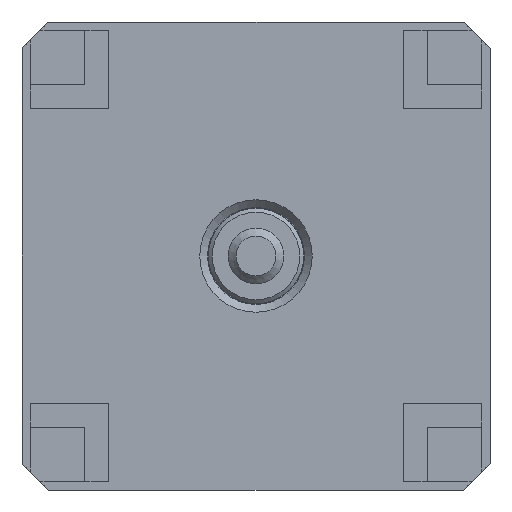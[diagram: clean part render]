
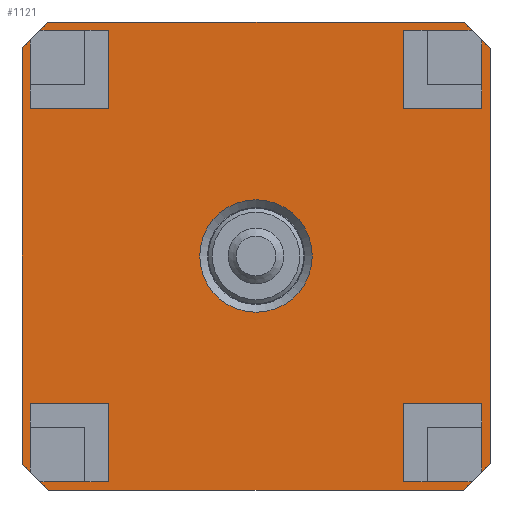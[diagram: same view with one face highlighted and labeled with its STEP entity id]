
A CAD part, front view. The second image highlights one B-rep face of the part: STEP entity #1121.
In plain terms, the highlighted planar face has unit normal (0, -1, 0).
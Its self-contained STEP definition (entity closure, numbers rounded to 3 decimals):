
#81=PLANE('',#1255);
#99=CIRCLE('',#1186,4.);
#101=CIRCLE('',#1188,4.);
#103=CIRCLE('',#1191,4.);
#105=CIRCLE('',#1193,4.);
#107=CIRCLE('',#1196,4.);
#109=CIRCLE('',#1198,4.);
#112=CIRCLE('',#1206,4.);
#114=CIRCLE('',#1208,4.);
#122=CIRCLE('',#1243,0.72);
#329=ORIENTED_EDGE('',*,*,#548,.T.);
#330=ORIENTED_EDGE('',*,*,#443,.F.);
#331=ORIENTED_EDGE('',*,*,#544,.F.);
#332=ORIENTED_EDGE('',*,*,#567,.F.);
#333=ORIENTED_EDGE('',*,*,#509,.T.);
#334=ORIENTED_EDGE('',*,*,#568,.T.);
#335=ORIENTED_EDGE('',*,*,#439,.F.);
#336=ORIENTED_EDGE('',*,*,#489,.F.);
#337=ORIENTED_EDGE('',*,*,#480,.F.);
#338=ORIENTED_EDGE('',*,*,#569,.T.);
#339=ORIENTED_EDGE('',*,*,#514,.F.);
#340=ORIENTED_EDGE('',*,*,#570,.F.);
#341=ORIENTED_EDGE('',*,*,#537,.T.);
#342=ORIENTED_EDGE('',*,*,#484,.F.);
#343=ORIENTED_EDGE('',*,*,#551,.T.);
#344=ORIENTED_EDGE('',*,*,#451,.F.);
#345=ORIENTED_EDGE('',*,*,#540,.T.);
#346=ORIENTED_EDGE('',*,*,#571,.T.);
#347=ORIENTED_EDGE('',*,*,#518,.F.);
#348=ORIENTED_EDGE('',*,*,#572,.F.);
#349=ORIENTED_EDGE('',*,*,#447,.F.);
#350=ORIENTED_EDGE('',*,*,#486,.T.);
#351=ORIENTED_EDGE('',*,*,#455,.F.);
#352=ORIENTED_EDGE('',*,*,#573,.F.);
#353=ORIENTED_EDGE('',*,*,#512,.T.);
#354=ORIENTED_EDGE('',*,*,#574,.T.);
#355=ORIENTED_EDGE('',*,*,#545,.F.);
#356=ORIENTED_EDGE('',*,*,#459,.F.);
#357=ORIENTED_EDGE('',*,*,#561,.F.);
#439=EDGE_CURVE('',#587,#589,#99,.F.);
#443=EDGE_CURVE('',#592,#593,#101,.F.);
#447=EDGE_CURVE('',#595,#597,#103,.F.);
#451=EDGE_CURVE('',#600,#601,#105,.F.);
#455=EDGE_CURVE('',#604,#605,#107,.F.);
#459=EDGE_CURVE('',#608,#609,#109,.F.);
#480=EDGE_CURVE('',#625,#626,#112,.F.);
#484=EDGE_CURVE('',#629,#630,#114,.F.);
#486=EDGE_CURVE('',#595,#605,#724,.T.);
#489=EDGE_CURVE('',#626,#587,#725,.T.);
#509=EDGE_CURVE('',#646,#645,#743,.T.);
#512=EDGE_CURVE('',#648,#647,#746,.T.);
#514=EDGE_CURVE('',#649,#650,#748,.T.);
#518=EDGE_CURVE('',#653,#654,#752,.T.);
#537=EDGE_CURVE('',#665,#630,#771,.T.);
#540=EDGE_CURVE('',#600,#666,#774,.T.);
#544=EDGE_CURVE('',#667,#592,#778,.T.);
#545=EDGE_CURVE('',#609,#668,#779,.T.);
#548=EDGE_CURVE('',#608,#593,#782,.T.);
#551=EDGE_CURVE('',#629,#601,#783,.T.);
#561=EDGE_CURVE('',#675,#675,#122,.T.);
#567=EDGE_CURVE('',#646,#667,#784,.T.);
#568=EDGE_CURVE('',#645,#589,#785,.T.);
#569=EDGE_CURVE('',#625,#650,#786,.T.);
#570=EDGE_CURVE('',#665,#649,#787,.T.);
#571=EDGE_CURVE('',#666,#654,#788,.T.);
#572=EDGE_CURVE('',#597,#653,#789,.T.);
#573=EDGE_CURVE('',#648,#604,#790,.T.);
#574=EDGE_CURVE('',#647,#668,#791,.T.);
#587=VERTEX_POINT('',#1623);
#589=VERTEX_POINT('',#1626);
#592=VERTEX_POINT('',#1632);
#593=VERTEX_POINT('',#1634);
#595=VERTEX_POINT('',#1640);
#597=VERTEX_POINT('',#1643);
#600=VERTEX_POINT('',#1649);
#601=VERTEX_POINT('',#1651);
#604=VERTEX_POINT('',#1658);
#605=VERTEX_POINT('',#1660);
#608=VERTEX_POINT('',#1666);
#609=VERTEX_POINT('',#1668);
#625=VERTEX_POINT('',#1709);
#626=VERTEX_POINT('',#1711);
#629=VERTEX_POINT('',#1717);
#630=VERTEX_POINT('',#1719);
#645=VERTEX_POINT('',#1777);
#646=VERTEX_POINT('',#1779);
#647=VERTEX_POINT('',#1783);
#648=VERTEX_POINT('',#1785);
#649=VERTEX_POINT('',#1789);
#650=VERTEX_POINT('',#1790);
#653=VERTEX_POINT('',#1798);
#654=VERTEX_POINT('',#1799);
#665=VERTEX_POINT('',#1834);
#666=VERTEX_POINT('',#1838);
#667=VERTEX_POINT('',#1844);
#668=VERTEX_POINT('',#1848);
#675=VERTEX_POINT('',#1892);
#724=LINE('',#1722,#824);
#725=LINE('',#1733,#825);
#743=LINE('',#1778,#843);
#746=LINE('',#1784,#846);
#748=LINE('',#1788,#848);
#752=LINE('',#1797,#852);
#771=LINE('',#1833,#871);
#774=LINE('',#1839,#874);
#778=LINE('',#1845,#878);
#779=LINE('',#1847,#879);
#782=LINE('',#1852,#882);
#783=LINE('',#1863,#883);
#784=LINE('',#1909,#884);
#785=LINE('',#1910,#885);
#786=LINE('',#1911,#886);
#787=LINE('',#1912,#887);
#788=LINE('',#1913,#888);
#789=LINE('',#1914,#889);
#790=LINE('',#1915,#890);
#791=LINE('',#1916,#891);
#824=VECTOR('',#1380,1000.);
#825=VECTOR('',#1383,1000.);
#843=VECTOR('',#1411,1000.);
#846=VECTOR('',#1416,1000.);
#848=VECTOR('',#1420,1000.);
#852=VECTOR('',#1426,1000.);
#871=VECTOR('',#1455,1000.);
#874=VECTOR('',#1460,1000.);
#878=VECTOR('',#1466,1000.);
#879=VECTOR('',#1469,1000.);
#882=VECTOR('',#1474,1000.);
#883=VECTOR('',#1477,1000.);
#884=VECTOR('',#1532,1000.);
#885=VECTOR('',#1533,1000.);
#886=VECTOR('',#1534,1000.);
#887=VECTOR('',#1535,1000.);
#888=VECTOR('',#1536,1000.);
#889=VECTOR('',#1537,1000.);
#890=VECTOR('',#1538,1000.);
#891=VECTOR('',#1539,1000.);
#942=EDGE_LOOP('',(#329,#330,#331,#332,#333,#334,#335,#336,#337,#338,#339,
#340,#341,#342,#343,#344,#345,#346,#347,#348,#349,#350,#351,#352,#353,#354,
#355,#356));
#943=EDGE_LOOP('',(#357));
#1030=FACE_BOUND('',#942,.T.);
#1031=FACE_BOUND('',#943,.T.);
#1121=ADVANCED_FACE('',(#1030,#1031),#81,.T.);
#1186=AXIS2_PLACEMENT_3D('',#1625,#1301,#1302);
#1188=AXIS2_PLACEMENT_3D('',#1633,#1307,#1308);
#1191=AXIS2_PLACEMENT_3D('',#1642,#1315,#1316);
#1193=AXIS2_PLACEMENT_3D('',#1650,#1321,#1322);
#1196=AXIS2_PLACEMENT_3D('',#1659,#1329,#1330);
#1198=AXIS2_PLACEMENT_3D('',#1667,#1335,#1336);
#1206=AXIS2_PLACEMENT_3D('',#1710,#1369,#1370);
#1208=AXIS2_PLACEMENT_3D('',#1718,#1375,#1376);
#1243=AXIS2_PLACEMENT_3D('',#1891,#1506,#1507);
#1255=AXIS2_PLACEMENT_3D('',#1908,#1530,#1531);
#1301=DIRECTION('',(0.,-1.,0.));
#1302=DIRECTION('',(0.,0.,-1.));
#1307=DIRECTION('',(0.,-1.,0.));
#1308=DIRECTION('',(0.,0.,-1.));
#1315=DIRECTION('',(0.,-1.,0.));
#1316=DIRECTION('',(0.,0.,-1.));
#1321=DIRECTION('',(0.,-1.,0.));
#1322=DIRECTION('',(0.,0.,-1.));
#1329=DIRECTION('',(0.,-1.,0.));
#1330=DIRECTION('',(0.,0.,-1.));
#1335=DIRECTION('',(0.,-1.,0.));
#1336=DIRECTION('',(0.,0.,-1.));
#1369=DIRECTION('',(0.,-1.,0.));
#1370=DIRECTION('',(0.,0.,-1.));
#1375=DIRECTION('',(0.,-1.,0.));
#1376=DIRECTION('',(0.,0.,-1.));
#1380=DIRECTION('',(-1.,0.,0.));
#1383=DIRECTION('',(-1.,0.,0.));
#1411=DIRECTION('',(0.,0.,-1.));
#1416=DIRECTION('',(0.,0.,-1.));
#1420=DIRECTION('',(0.,0.,-1.));
#1426=DIRECTION('',(0.,0.,-1.));
#1455=DIRECTION('',(0.,0.,-1.));
#1460=DIRECTION('',(0.,0.,-1.));
#1466=DIRECTION('',(0.,0.,-1.));
#1469=DIRECTION('',(0.,0.,-1.));
#1474=DIRECTION('',(0.,0.,-1.));
#1477=DIRECTION('',(0.,0.,1.));
#1506=DIRECTION('',(0.,-1.,0.));
#1507=DIRECTION('',(0.,0.,-1.));
#1530=DIRECTION('',(0.,-1.,0.));
#1531=DIRECTION('',(0.,0.,-1.));
#1532=DIRECTION('',(-1.,0.,0.));
#1533=DIRECTION('',(-1.,0.,0.));
#1534=DIRECTION('',(-1.,0.,0.));
#1535=DIRECTION('',(-1.,0.,0.));
#1536=DIRECTION('',(-1.,0.,0.));
#1537=DIRECTION('',(-1.,0.,0.));
#1538=DIRECTION('',(-1.,0.,0.));
#1539=DIRECTION('',(-1.,0.,0.));
#1623=CARTESIAN_POINT('',(-2.651,3.3,-2.995));
#1625=CARTESIAN_POINT('',(0.,3.3,0.));
#1626=CARTESIAN_POINT('',(-2.765,3.3,-2.89));
#1632=CARTESIAN_POINT('',(-2.89,3.3,-2.765));
#1633=CARTESIAN_POINT('',(0.,3.3,0.));
#1634=CARTESIAN_POINT('',(-2.995,3.3,-2.651));
#1640=CARTESIAN_POINT('',(2.651,3.3,2.995));
#1642=CARTESIAN_POINT('',(0.,3.3,0.));
#1643=CARTESIAN_POINT('',(2.765,3.3,2.89));
#1649=CARTESIAN_POINT('',(2.89,3.3,2.765));
#1650=CARTESIAN_POINT('',(0.,3.3,0.));
#1651=CARTESIAN_POINT('',(2.995,3.3,2.651));
#1658=CARTESIAN_POINT('',(-2.765,3.3,2.89));
#1659=CARTESIAN_POINT('',(0.,3.3,0.));
#1660=CARTESIAN_POINT('',(-2.651,3.3,2.995));
#1666=CARTESIAN_POINT('',(-2.995,3.3,2.651));
#1667=CARTESIAN_POINT('',(0.,3.3,0.));
#1668=CARTESIAN_POINT('',(-2.89,3.3,2.765));
#1709=CARTESIAN_POINT('',(2.765,3.3,-2.89));
#1710=CARTESIAN_POINT('',(0.,3.3,0.));
#1711=CARTESIAN_POINT('',(2.651,3.3,-2.995));
#1717=CARTESIAN_POINT('',(2.995,3.3,-2.651));
#1718=CARTESIAN_POINT('',(0.,3.3,0.));
#1719=CARTESIAN_POINT('',(2.89,3.3,-2.765));
#1722=CARTESIAN_POINT('',(1.89,3.3,2.995));
#1733=CARTESIAN_POINT('',(1.89,3.3,-2.995));
#1777=CARTESIAN_POINT('',(-1.89,3.3,-2.89));
#1778=CARTESIAN_POINT('',(-1.89,3.3,2.995));
#1779=CARTESIAN_POINT('',(-1.89,3.3,-1.89));
#1783=CARTESIAN_POINT('',(-1.89,3.3,1.89));
#1784=CARTESIAN_POINT('',(-1.89,3.3,2.995));
#1785=CARTESIAN_POINT('',(-1.89,3.3,2.89));
#1788=CARTESIAN_POINT('',(1.89,3.3,2.995));
#1789=CARTESIAN_POINT('',(1.89,3.3,-1.89));
#1790=CARTESIAN_POINT('',(1.89,3.3,-2.89));
#1797=CARTESIAN_POINT('',(1.89,3.3,2.995));
#1798=CARTESIAN_POINT('',(1.89,3.3,2.89));
#1799=CARTESIAN_POINT('',(1.89,3.3,1.89));
#1833=CARTESIAN_POINT('',(2.89,3.3,2.995));
#1834=CARTESIAN_POINT('',(2.89,3.3,-1.89));
#1838=CARTESIAN_POINT('',(2.89,3.3,1.89));
#1839=CARTESIAN_POINT('',(2.89,3.3,2.995));
#1844=CARTESIAN_POINT('',(-2.89,3.3,-1.89));
#1845=CARTESIAN_POINT('',(-2.89,3.3,2.995));
#1847=CARTESIAN_POINT('',(-2.89,3.3,2.995));
#1848=CARTESIAN_POINT('',(-2.89,3.3,1.89));
#1852=CARTESIAN_POINT('',(-2.995,3.3,-2.995));
#1863=CARTESIAN_POINT('',(2.995,3.3,2.995));
#1891=CARTESIAN_POINT('',(0.,3.3,0.));
#1892=CARTESIAN_POINT('',(0.,3.3,-0.72));
#1908=CARTESIAN_POINT('',(-2.89,3.3,2.995));
#1909=CARTESIAN_POINT('',(2.995,3.3,-1.89));
#1910=CARTESIAN_POINT('',(2.995,3.3,-2.89));
#1911=CARTESIAN_POINT('',(2.995,3.3,-2.89));
#1912=CARTESIAN_POINT('',(2.995,3.3,-1.89));
#1913=CARTESIAN_POINT('',(2.995,3.3,1.89));
#1914=CARTESIAN_POINT('',(2.995,3.3,2.89));
#1915=CARTESIAN_POINT('',(2.995,3.3,2.89));
#1916=CARTESIAN_POINT('',(2.995,3.3,1.89));
